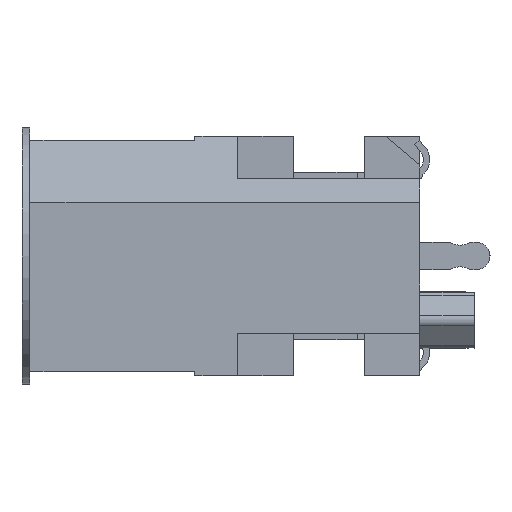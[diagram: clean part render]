
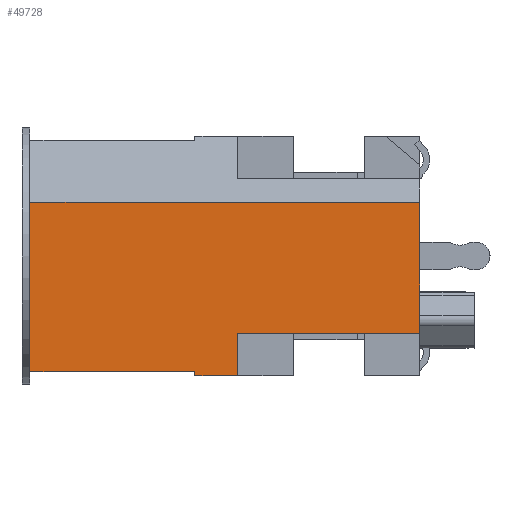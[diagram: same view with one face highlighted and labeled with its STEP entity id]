
A CAD part, left-side view. The second image highlights one B-rep face of the part: STEP entity #49728.
In plain terms, the highlighted planar face has unit normal (-1, 0, 0).
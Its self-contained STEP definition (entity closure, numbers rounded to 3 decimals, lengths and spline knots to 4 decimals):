
#2562=ORIENTED_EDGE('',*,*,#16638,.F.);
#2563=ORIENTED_EDGE('',*,*,#16304,.T.);
#2564=ORIENTED_EDGE('',*,*,#16514,.T.);
#2565=ORIENTED_EDGE('',*,*,#16639,.F.);
#2566=ORIENTED_EDGE('',*,*,#16640,.F.);
#2567=ORIENTED_EDGE('',*,*,#16557,.T.);
#2568=ORIENTED_EDGE('',*,*,#16552,.F.);
#2569=ORIENTED_EDGE('',*,*,#16540,.T.);
#16304=EDGE_CURVE('',#23365,#23364,#28097,.T.);
#16514=EDGE_CURVE('',#23364,#23573,#28302,.T.);
#16540=EDGE_CURVE('',#23593,#23592,#28328,.T.);
#16552=EDGE_CURVE('',#23593,#23602,#28340,.T.);
#16557=EDGE_CURVE('',#23607,#23602,#28345,.T.);
#16638=EDGE_CURVE('',#23365,#23592,#28426,.T.);
#16639=EDGE_CURVE('',#23659,#23573,#28427,.T.);
#16640=EDGE_CURVE('',#23607,#23659,#28428,.T.);
#23364=VERTEX_POINT('',#69004);
#23365=VERTEX_POINT('',#69006);
#23573=VERTEX_POINT('',#69465);
#23592=VERTEX_POINT('',#69514);
#23593=VERTEX_POINT('',#69516);
#23602=VERTEX_POINT('',#69537);
#23607=VERTEX_POINT('',#69551);
#23659=VERTEX_POINT('',#69688);
#28097=LINE('',#69005,#33732);
#28302=LINE('',#69466,#33937);
#28328=LINE('',#69515,#33963);
#28340=LINE('',#69540,#33975);
#28345=LINE('',#69550,#33980);
#28426=LINE('',#69686,#34061);
#28427=LINE('',#69687,#34062);
#28428=LINE('',#69689,#34063);
#33732=VECTOR('',#55819,1000.);
#33937=VECTOR('',#56118,1000.);
#33963=VECTOR('',#56152,1000.);
#33975=VECTOR('',#56168,1000.);
#33980=VECTOR('',#56177,1000.);
#34061=VECTOR('',#56264,1000.);
#34062=VECTOR('',#56265,1000.);
#34063=VECTOR('',#56266,1000.);
#39420=EDGE_LOOP('',(#2562,#2563,#2564,#2565,#2566,#2567,#2568,#2569));
#41777=FACE_BOUND('',#39420,.T.);
#44130=PLANE('',#52096);
#49728=ADVANCED_FACE('',(#41777),#44130,.F.);
#52096=AXIS2_PLACEMENT_3D('',#69685,#56262,#56263);
#55819=DIRECTION('',(0.,-1.,0.));
#56118=DIRECTION('',(0.,0.,1.));
#56152=DIRECTION('',(0.,-1.,0.));
#56168=DIRECTION('',(0.,0.,1.));
#56177=DIRECTION('',(0.,-1.,0.));
#56262=DIRECTION('',(1.,0.,0.));
#56263=DIRECTION('',(0.,0.,-1.));
#56264=DIRECTION('',(0.,0.,-1.));
#56265=DIRECTION('',(0.,-1.,0.));
#56266=DIRECTION('',(0.,0.,1.));
#69004=CARTESIAN_POINT('',(-11.75,0.,-1.805));
#69005=CARTESIAN_POINT('',(-11.75,4.25,-1.805));
#69006=CARTESIAN_POINT('',(-11.75,4.25,-1.805));
#69465=CARTESIAN_POINT('',(-11.75,0.,1.25));
#69466=CARTESIAN_POINT('',(-11.75,0.,-2.8));
#69514=CARTESIAN_POINT('',(-11.75,4.25,-2.8));
#69515=CARTESIAN_POINT('',(-11.75,5.25,-2.8));
#69516=CARTESIAN_POINT('',(-11.75,5.25,-2.8));
#69537=CARTESIAN_POINT('',(-11.75,5.25,-2.7));
#69540=CARTESIAN_POINT('',(-11.75,5.25,-2.8));
#69550=CARTESIAN_POINT('',(-11.75,9.1,-2.7));
#69551=CARTESIAN_POINT('',(-11.75,9.1,-2.7));
#69685=CARTESIAN_POINT('',(-11.75,5.25,-2.8));
#69686=CARTESIAN_POINT('',(-11.75,4.25,-1.805));
#69687=CARTESIAN_POINT('',(-11.75,5.25,1.25));
#69688=CARTESIAN_POINT('',(-11.75,9.1,1.25));
#69689=CARTESIAN_POINT('',(-11.75,9.1,-2.7));
